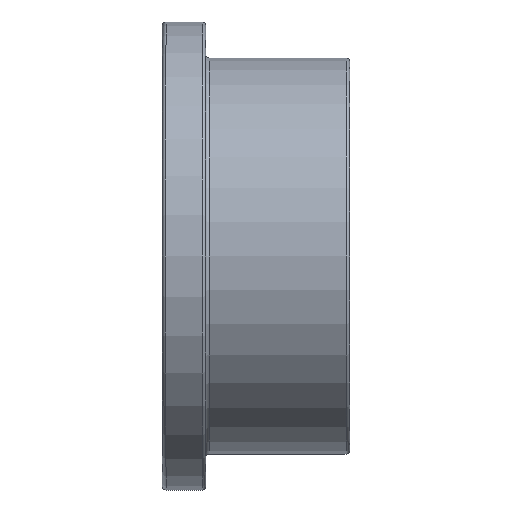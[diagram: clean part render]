
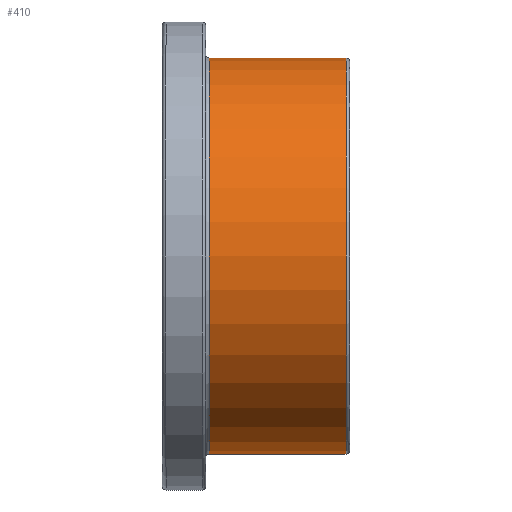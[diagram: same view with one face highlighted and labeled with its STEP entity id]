
A CAD part, left-side view. The second image highlights one B-rep face of the part: STEP entity #410.
In plain terms, the highlighted cylindrical face has radius 27.5 mm (diameter 55 mm), a partial arc.
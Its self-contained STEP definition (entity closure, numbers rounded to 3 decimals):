
#10 = AXIS2_PLACEMENT_3D ( 'NONE', #60, #507, #573 ) ;
#13 = FACE_OUTER_BOUND ( 'NONE', #222, .T. ) ;
#15 = VERTEX_POINT ( 'NONE', #30 ) ;
#30 = CARTESIAN_POINT ( 'NONE',  ( 0., 0.5, 27.5 ) ) ;
#60 = CARTESIAN_POINT ( 'NONE',  ( 0., 47.994, 0. ) ) ;
#157 = CARTESIAN_POINT ( 'NONE',  ( 0., 19.5, 27.5 ) ) ;
#167 = DIRECTION ( 'NONE',  ( 0., 1., 0. ) ) ;
#222 = EDGE_LOOP ( 'NONE', ( #526, #456, #472, #390 ) ) ;
#255 = VERTEX_POINT ( 'NONE', #157 ) ;
#256 = CIRCLE ( 'NONE', #360, 27.5 ) ;
#264 = CARTESIAN_POINT ( 'NONE',  ( 0., 19.5, -27.5 ) ) ;
#271 = DIRECTION ( 'NONE',  ( 0., -1., 0. ) ) ;
#286 = LINE ( 'NONE', #752, #811 ) ;
#291 = EDGE_CURVE ( 'NONE', #300, #750, #286, .T. ) ;
#300 = VERTEX_POINT ( 'NONE', #690 ) ;
#311 = CYLINDRICAL_SURFACE ( 'NONE', #10, 27.5 ) ;
#312 = DIRECTION ( 'NONE',  ( 0., 0., -1. ) ) ;
#360 = AXIS2_PLACEMENT_3D ( 'NONE', #653, #271, #724 ) ;
#376 = EDGE_CURVE ( 'NONE', #300, #15, #611, .T. ) ;
#390 = ORIENTED_EDGE ( 'NONE', *, *, #815, .T. ) ;
#410 = ADVANCED_FACE ( 'NONE', ( #13 ), #311, .T. ) ;
#455 = AXIS2_PLACEMENT_3D ( 'NONE', #631, #697, #312 ) ;
#456 = ORIENTED_EDGE ( 'NONE', *, *, #376, .T. ) ;
#472 = ORIENTED_EDGE ( 'NONE', *, *, #549, .T. ) ;
#475 = CARTESIAN_POINT ( 'NONE',  ( 0., 47.994, 27.5 ) ) ;
#507 = DIRECTION ( 'NONE',  ( 0., 1., 0. ) ) ;
#526 = ORIENTED_EDGE ( 'NONE', *, *, #291, .F. ) ;
#549 = EDGE_CURVE ( 'NONE', #15, #255, #721, .T. ) ;
#573 = DIRECTION ( 'NONE',  ( 0., 0., 1. ) ) ;
#611 = CIRCLE ( 'NONE', #455, 27.5 ) ;
#631 = CARTESIAN_POINT ( 'NONE',  ( 0., 0.5, 0. ) ) ;
#653 = CARTESIAN_POINT ( 'NONE',  ( 0., 19.5, 0. ) ) ;
#663 = DIRECTION ( 'NONE',  ( 0., 1., 0. ) ) ;
#690 = CARTESIAN_POINT ( 'NONE',  ( 0., 0.5, -27.5 ) ) ;
#697 = DIRECTION ( 'NONE',  ( 0., 1., 0. ) ) ;
#699 = VECTOR ( 'NONE', #663, 1000. ) ;
#721 = LINE ( 'NONE', #475, #699 ) ;
#724 = DIRECTION ( 'NONE',  ( 0., 0., -1. ) ) ;
#750 = VERTEX_POINT ( 'NONE', #264 ) ;
#752 = CARTESIAN_POINT ( 'NONE',  ( 0., 47.994, -27.5 ) ) ;
#811 = VECTOR ( 'NONE', #167, 1000. ) ;
#815 = EDGE_CURVE ( 'NONE', #255, #750, #256, .T. ) ;
